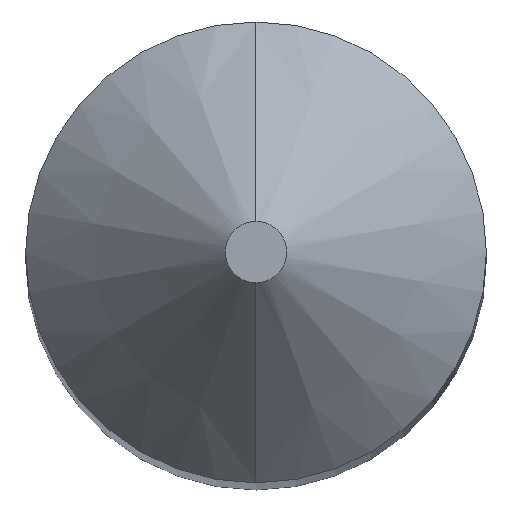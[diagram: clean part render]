
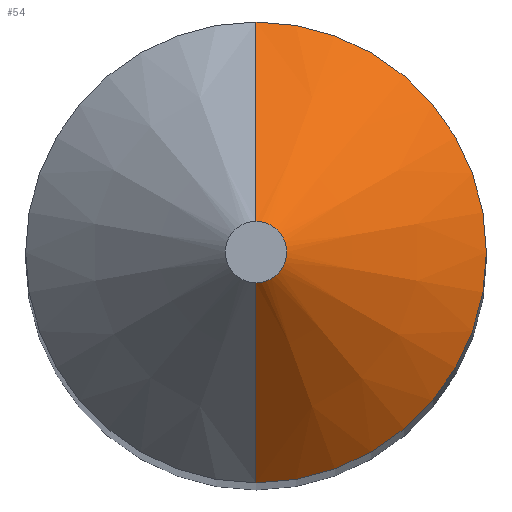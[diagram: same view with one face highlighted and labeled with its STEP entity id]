
A CAD part, top view. The second image highlights one B-rep face of the part: STEP entity #54.
In plain terms, the highlighted conical face has half-angle 45 degrees and reference radius 0.85 mm.
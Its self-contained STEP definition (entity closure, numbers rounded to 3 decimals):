
#54=ADVANCED_FACE('',(#127),#128,.T.);
#127=FACE_OUTER_BOUND('',#217,.T.);
#128=CONICAL_SURFACE('',#218,0.85,0.785);
#217=EDGE_LOOP('',(#291,#292,#293,#294));
#218=AXIS2_PLACEMENT_3D('',#295,#296,#297);
#291=ORIENTED_EDGE('',*,*,#466,.F.);
#292=ORIENTED_EDGE('',*,*,#467,.T.);
#293=ORIENTED_EDGE('',*,*,#468,.F.);
#294=ORIENTED_EDGE('',*,*,#469,.F.);
#295=CARTESIAN_POINT('',(0.,0.0,27.35));
#296=DIRECTION('',(0.,0.,-1.0));
#297=DIRECTION('',(0.,1.0,0.));
#466=EDGE_CURVE('',#543,#544,#545,.T.);
#467=EDGE_CURVE('',#543,#546,#547,.T.);
#468=EDGE_CURVE('',#548,#546,#549,.T.);
#469=EDGE_CURVE('',#544,#548,#550,.T.);
#543=VERTEX_POINT('',#627);
#544=VERTEX_POINT('',#628);
#545=LINE('',#629,#630);
#546=VERTEX_POINT('',#631);
#547=CIRCLE('',#632,0.2);
#548=VERTEX_POINT('',#633);
#549=LINE('',#634,#635);
#550=CIRCLE('',#636,1.5);
#627=CARTESIAN_POINT('',(0.,0.2,28.0));
#628=CARTESIAN_POINT('',(0.,1.5,26.7));
#629=CARTESIAN_POINT('',(0.,0.85,27.35));
#630=VECTOR('',#720,1.0);
#631=CARTESIAN_POINT('',(0.,-0.2,28.0));
#632=AXIS2_PLACEMENT_3D('',#721,#722,#723);
#633=CARTESIAN_POINT('',(0.,-1.5,26.7));
#634=CARTESIAN_POINT('',(0.,-0.85,27.35));
#635=VECTOR('',#724,1.0);
#636=AXIS2_PLACEMENT_3D('',#725,#726,#727);
#720=DIRECTION('',(0.,0.707,-0.707));
#721=CARTESIAN_POINT('',(0.,0.0,28.0));
#722=DIRECTION('',(0.,0.,-1.0));
#723=DIRECTION('',(0.,1.0,0.));
#724=DIRECTION('',(0.,0.707,0.707));
#725=CARTESIAN_POINT('',(0.,0.0,26.7));
#726=DIRECTION('',(0.,0.,-1.0));
#727=DIRECTION('',(0.,1.0,0.));
